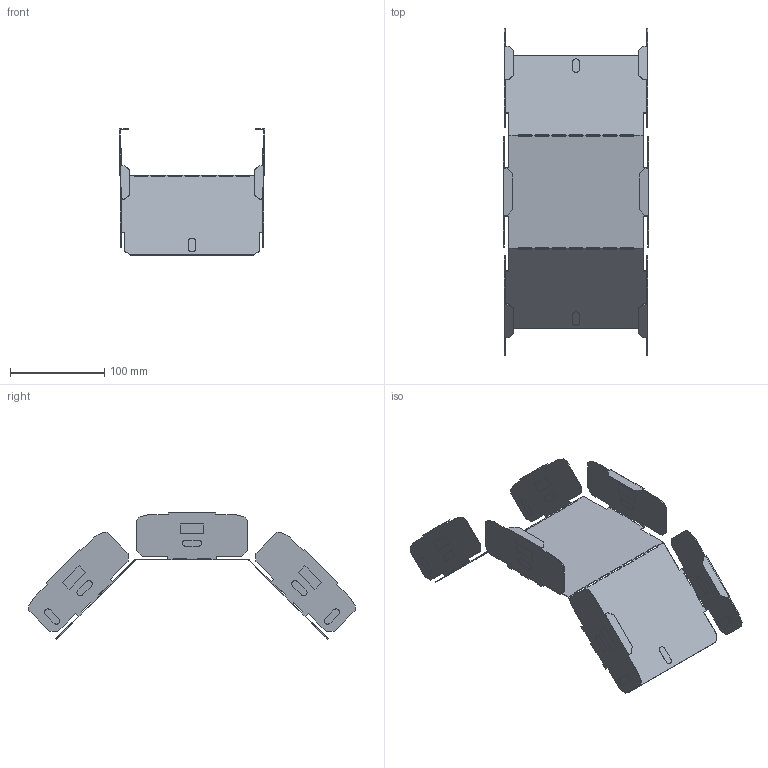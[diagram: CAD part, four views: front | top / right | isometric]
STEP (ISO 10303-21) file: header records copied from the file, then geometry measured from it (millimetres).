
FILE_DESCRIPTION(/* description */ (''),/* implementation_level */ '2;1');
FILE_NAME(/* name */ '485237.stp',/* time_stamp */ '2023-12-19T13:47:40+01:00',/* author */ ('bonnaudn'),/* organization */ (''),/* preprocessor_version */ 'ST-DEVELOPER v19.2',/* originating_system */ 'AutoCAD Mechanical',/* authorisation */ '');
FILE_SCHEMA (('AUTOMOTIVE_DESIGN { 1 0 10303 214 3 1 1 }'));
Length unit declared in the file: millimetre
Products named in the file (1): Product
Bounding box: 154.79 x 346.09 x 134.46 mm (x, y, z)
Volume: 69012.1 mm3; surface area: 181163.4 mm2
Topology: 1 solids, 37 shells, 300 faces, 1086 edges, 772 vertices
Faces by surface type: plane 300
Entity records: 11603 total; most frequent: CARTESIAN_POINT 2159, ORIENTED_EDGE 2028, DIRECTION 1736, EDGE_CURVE 1086, LINE 1038, VECTOR 1038, VERTEX_POINT 772, AXIS2_PLACEMENT_3D 349
